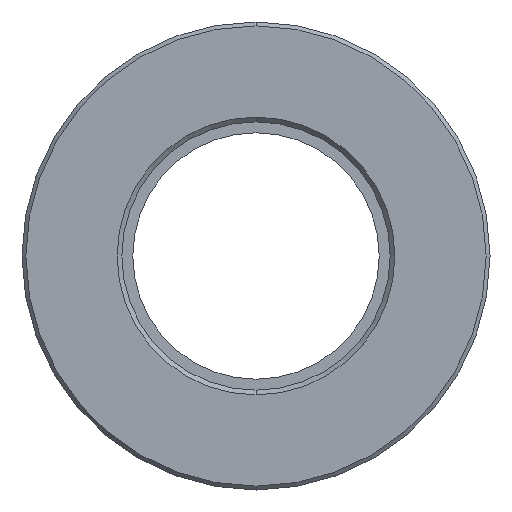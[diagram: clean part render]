
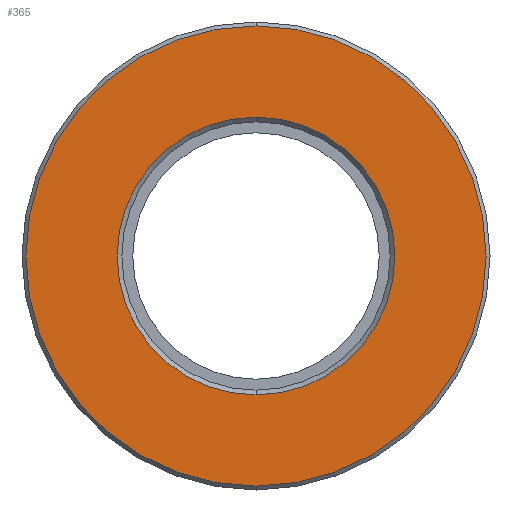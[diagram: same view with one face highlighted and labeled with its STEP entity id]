
A CAD part, front view. The second image highlights one B-rep face of the part: STEP entity #365.
In plain terms, the highlighted planar face has unit normal (0, -1, 0).
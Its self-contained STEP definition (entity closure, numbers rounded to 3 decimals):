
#7 = DIRECTION ( 'NONE',  ( 0., 0., -1. ) ) ;
#14 = ORIENTED_EDGE ( 'NONE', *, *, #395, .T. ) ;
#22 = PLANE ( 'NONE',  #307 ) ;
#26 = DIRECTION ( 'NONE',  ( 0., -1., 0. ) ) ;
#29 = VERTEX_POINT ( 'NONE', #466 ) ;
#36 = ORIENTED_EDGE ( 'NONE', *, *, #447, .T. ) ;
#38 = CARTESIAN_POINT ( 'NONE',  ( 0., 0., 0. ) ) ;
#49 = CIRCLE ( 'NONE', #241, 14.75 ) ;
#63 = CIRCLE ( 'NONE', #244, 8.9 ) ;
#75 = ORIENTED_EDGE ( 'NONE', *, *, #448, .T. ) ;
#112 = DIRECTION ( 'NONE',  ( 0., 1., 0. ) ) ;
#118 = CARTESIAN_POINT ( 'NONE',  ( 0., 0., 0. ) ) ;
#132 = VERTEX_POINT ( 'NONE', #522 ) ;
#155 = CIRCLE ( 'NONE', #298, 14.75 ) ;
#163 = DIRECTION ( 'NONE',  ( 0., -1., 0. ) ) ;
#167 = CIRCLE ( 'NONE', #304, 8.9 ) ;
#216 = DIRECTION ( 'NONE',  ( 0., 0., -1. ) ) ;
#223 = CARTESIAN_POINT ( 'NONE',  ( -8.6, 0., 0. ) ) ;
#226 = EDGE_LOOP ( 'NONE', ( #14, #36 ) ) ;
#234 = DIRECTION ( 'NONE',  ( 0., 0., -1. ) ) ;
#237 = DIRECTION ( 'NONE',  ( 0., -1., 0. ) ) ;
#241 = AXIS2_PLACEMENT_3D ( 'NONE', #243, #237, #234 ) ;
#243 = CARTESIAN_POINT ( 'NONE',  ( 0., 0., 0. ) ) ;
#244 = AXIS2_PLACEMENT_3D ( 'NONE', #256, #254, #251 ) ;
#251 = DIRECTION ( 'NONE',  ( 0., 0., -1. ) ) ;
#253 = VERTEX_POINT ( 'NONE', #412 ) ;
#254 = DIRECTION ( 'NONE',  ( 0., 1., 0. ) ) ;
#256 = CARTESIAN_POINT ( 'NONE',  ( 0., 0., 0. ) ) ;
#283 = DIRECTION ( 'NONE',  ( 0., 0., -1. ) ) ;
#298 = AXIS2_PLACEMENT_3D ( 'NONE', #38, #26, #7 ) ;
#304 = AXIS2_PLACEMENT_3D ( 'NONE', #118, #112, #283 ) ;
#307 = AXIS2_PLACEMENT_3D ( 'NONE', #223, #163, #216 ) ;
#314 = VERTEX_POINT ( 'NONE', #342 ) ;
#342 = CARTESIAN_POINT ( 'NONE',  ( 0., 0., 8.9 ) ) ;
#365 = ADVANCED_FACE ( 'NONE', ( #446, #430 ), #22, .T. ) ;
#389 = ORIENTED_EDGE ( 'NONE', *, *, #407, .T. ) ;
#395 = EDGE_CURVE ( 'NONE', #132, #314, #167, .T. ) ;
#396 = EDGE_LOOP ( 'NONE', ( #75, #389 ) ) ;
#407 = EDGE_CURVE ( 'NONE', #29, #253, #155, .T. ) ;
#412 = CARTESIAN_POINT ( 'NONE',  ( 0., 0., 14.75 ) ) ;
#430 = FACE_OUTER_BOUND ( 'NONE', #396, .T. ) ;
#446 = FACE_BOUND ( 'NONE', #226, .T. ) ;
#447 = EDGE_CURVE ( 'NONE', #314, #132, #63, .T. ) ;
#448 = EDGE_CURVE ( 'NONE', #253, #29, #49, .T. ) ;
#466 = CARTESIAN_POINT ( 'NONE',  ( 0., 0., -14.75 ) ) ;
#522 = CARTESIAN_POINT ( 'NONE',  ( 0., 0., -8.9 ) ) ;
